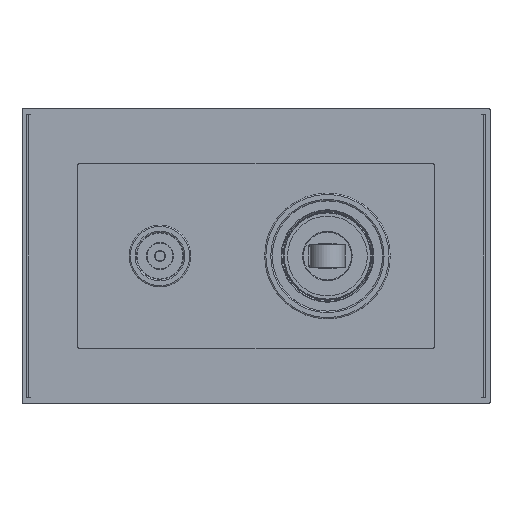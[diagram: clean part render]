
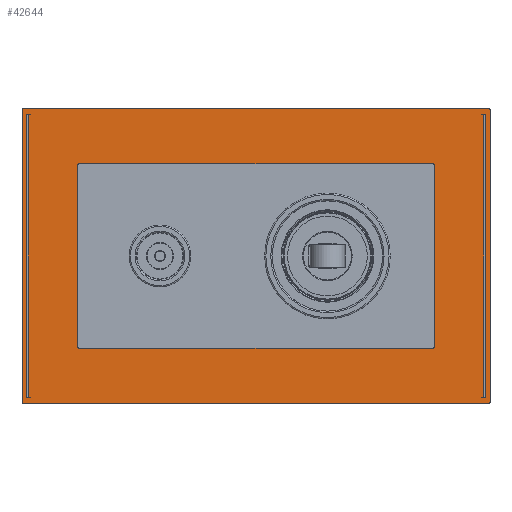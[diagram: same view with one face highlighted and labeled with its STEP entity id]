
A CAD part, left-side view. The second image highlights one B-rep face of the part: STEP entity #42644.
In plain terms, the highlighted planar face has unit normal (-1, 0, 0).
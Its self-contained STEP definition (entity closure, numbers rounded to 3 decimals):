
#41013=CARTESIAN_POINT('',(57.5,-133.5,-59.5));
#41014=DIRECTION('',(-1.,0.,0.));
#41015=DIRECTION('',(0.,0.,-1.));
#41016=AXIS2_PLACEMENT_3D('',#41013,#41014,#41015);
#41018=DIRECTION('',(0.,1.,0.));
#41019=VECTOR('',#41018,189.);
#41020=CARTESIAN_POINT('',(57.5,-133.5,-60.));
#41021=LINE('',#41020,#41019);
#41022=CARTESIAN_POINT('',(57.5,55.5,-59.5));
#41023=DIRECTION('',(-1.,0.,0.));
#41024=DIRECTION('',(0.,1.,0.));
#41025=AXIS2_PLACEMENT_3D('',#41022,#41023,#41024);
#41027=DIRECTION('',(0.,0.,1.));
#41028=VECTOR('',#41027,119.);
#41029=CARTESIAN_POINT('',(57.5,56.,-59.5));
#41030=LINE('',#41029,#41028);
#41031=CARTESIAN_POINT('',(57.5,55.5,59.5));
#41032=DIRECTION('',(-1.,0.,0.));
#41033=DIRECTION('',(0.,0.,1.));
#41034=AXIS2_PLACEMENT_3D('',#41031,#41032,#41033);
#41036=DIRECTION('',(0.,-1.,0.));
#41037=VECTOR('',#41036,189.);
#41038=CARTESIAN_POINT('',(57.5,55.5,60.));
#41039=LINE('',#41038,#41037);
#41040=CARTESIAN_POINT('',(57.5,-133.5,59.5));
#41041=DIRECTION('',(-1.,0.,0.));
#41042=DIRECTION('',(0.,-1.,0.));
#41043=AXIS2_PLACEMENT_3D('',#41040,#41041,#41042);
#41045=DIRECTION('',(0.,0.,-1.));
#41046=VECTOR('',#41045,119.);
#41047=CARTESIAN_POINT('',(57.5,-134.,59.5));
#41048=LINE('',#41047,#41046);
#41049=DIRECTION('',(0.,-1.,0.));
#41050=VECTOR('',#41049,1.5);
#41051=CARTESIAN_POINT('',(57.5,-130.5,57.5));
#41052=LINE('',#41051,#41050);
#41053=CARTESIAN_POINT('',(57.5,-130.5,56.5));
#41054=DIRECTION('',(-1.,0.,0.));
#41055=DIRECTION('',(0.,-1.,0.));
#41056=AXIS2_PLACEMENT_3D('',#41053,#41054,#41055);
#41058=DIRECTION('',(0.,0.,1.));
#41059=VECTOR('',#41058,113.);
#41060=CARTESIAN_POINT('',(57.5,-131.5,-56.5));
#41061=LINE('',#41060,#41059);
#41062=CARTESIAN_POINT('',(57.5,-130.5,-56.5));
#41063=DIRECTION('',(-1.,0.,0.));
#41064=DIRECTION('',(0.,0.,-1.));
#41065=AXIS2_PLACEMENT_3D('',#41062,#41063,#41064);
#41067=DIRECTION('',(0.,1.,0.));
#41068=VECTOR('',#41067,1.5);
#41069=CARTESIAN_POINT('',(57.5,-132.,-57.5));
#41070=LINE('',#41069,#41068);
#41071=DIRECTION('',(0.,0.,-1.));
#41072=VECTOR('',#41071,115.);
#41073=CARTESIAN_POINT('',(57.5,-132.,57.5));
#41074=LINE('',#41073,#41072);
#41075=DIRECTION('',(0.,1.,0.));
#41076=VECTOR('',#41075,143.);
#41077=CARTESIAN_POINT('',(57.5,-110.5,-37.5));
#41078=LINE('',#41077,#41076);
#41079=DIRECTION('',(0.,0.,-1.));
#41080=VECTOR('',#41079,73.);
#41081=CARTESIAN_POINT('',(57.5,-111.5,36.5));
#41082=LINE('',#41081,#41080);
#41083=DIRECTION('',(0.,-1.,0.));
#41084=VECTOR('',#41083,143.);
#41085=CARTESIAN_POINT('',(57.5,32.5,37.5));
#41086=LINE('',#41085,#41084);
#41087=DIRECTION('',(0.,0.,1.));
#41088=VECTOR('',#41087,73.);
#41089=CARTESIAN_POINT('',(57.5,33.5,-36.5));
#41090=LINE('',#41089,#41088);
#41091=DIRECTION('',(0.,1.,0.));
#41092=VECTOR('',#41091,1.5);
#41093=CARTESIAN_POINT('',(57.5,52.5,-57.5));
#41094=LINE('',#41093,#41092);
#41095=CARTESIAN_POINT('',(57.5,52.5,-56.5));
#41096=DIRECTION('',(-1.,0.,0.));
#41097=DIRECTION('',(0.,1.,0.));
#41098=AXIS2_PLACEMENT_3D('',#41095,#41096,#41097);
#41100=DIRECTION('',(0.,0.,-1.));
#41101=VECTOR('',#41100,113.);
#41102=CARTESIAN_POINT('',(57.5,53.5,56.5));
#41103=LINE('',#41102,#41101);
#41104=CARTESIAN_POINT('',(57.5,52.5,56.5));
#41105=DIRECTION('',(-1.,0.,0.));
#41106=DIRECTION('',(0.,0.,1.));
#41107=AXIS2_PLACEMENT_3D('',#41104,#41105,#41106);
#41109=DIRECTION('',(0.,-1.,0.));
#41110=VECTOR('',#41109,1.5);
#41111=CARTESIAN_POINT('',(57.5,54.,57.5));
#41112=LINE('',#41111,#41110);
#41113=DIRECTION('',(0.,0.,1.));
#41114=VECTOR('',#41113,115.);
#41115=CARTESIAN_POINT('',(57.5,54.,-57.5));
#41116=LINE('',#41115,#41114);
#41600=CARTESIAN_POINT('',(57.5,-110.5,-36.5));
#41601=DIRECTION('',(1.,0.,0.));
#41602=DIRECTION('',(0.,-1.,0.));
#41603=AXIS2_PLACEMENT_3D('',#41600,#41601,#41602);
#41618=CARTESIAN_POINT('',(57.5,-110.5,36.5));
#41619=DIRECTION('',(1.,0.,0.));
#41620=DIRECTION('',(0.,0.,1.));
#41621=AXIS2_PLACEMENT_3D('',#41618,#41619,#41620);
#41636=CARTESIAN_POINT('',(57.5,32.5,36.5));
#41637=DIRECTION('',(1.,0.,0.));
#41638=DIRECTION('',(0.,1.,0.));
#41639=AXIS2_PLACEMENT_3D('',#41636,#41637,#41638);
#41654=CARTESIAN_POINT('',(57.5,32.5,-36.5));
#41655=DIRECTION('',(1.,0.,0.));
#41656=DIRECTION('',(0.,0.,-1.));
#41657=AXIS2_PLACEMENT_3D('',#41654,#41655,#41656);
#41672=CARTESIAN_POINT('',(57.5,54.,-57.5));
#41673=CARTESIAN_POINT('',(57.5,54.,57.5));
#41674=VERTEX_POINT('',#41672);
#41675=VERTEX_POINT('',#41673);
#41676=CARTESIAN_POINT('',(57.5,-132.,57.5));
#41677=CARTESIAN_POINT('',(57.5,-132.,-57.5));
#41678=VERTEX_POINT('',#41676);
#41679=VERTEX_POINT('',#41677);
#41704=CARTESIAN_POINT('',(57.5,-133.5,-60.));
#41705=CARTESIAN_POINT('',(57.5,-134.,-59.5));
#41706=VERTEX_POINT('',#41704);
#41707=VERTEX_POINT('',#41705);
#41708=CARTESIAN_POINT('',(57.5,56.,-59.5));
#41709=CARTESIAN_POINT('',(57.5,55.5,-60.));
#41710=VERTEX_POINT('',#41708);
#41711=VERTEX_POINT('',#41709);
#41712=CARTESIAN_POINT('',(57.5,55.5,60.));
#41713=CARTESIAN_POINT('',(57.5,56.,59.5));
#41714=VERTEX_POINT('',#41712);
#41715=VERTEX_POINT('',#41713);
#41716=CARTESIAN_POINT('',(57.5,-134.,59.5));
#41717=CARTESIAN_POINT('',(57.5,-133.5,60.));
#41718=VERTEX_POINT('',#41716);
#41719=VERTEX_POINT('',#41717);
#41861=CARTESIAN_POINT('',(57.5,-111.5,36.5));
#41863=VERTEX_POINT('',#41861);
#41865=CARTESIAN_POINT('',(57.5,-110.5,37.5));
#41867=VERTEX_POINT('',#41865);
#41869=CARTESIAN_POINT('',(57.5,-110.5,-37.5));
#41871=VERTEX_POINT('',#41869);
#41873=CARTESIAN_POINT('',(57.5,-111.5,-36.5));
#41875=VERTEX_POINT('',#41873);
#41877=CARTESIAN_POINT('',(57.5,33.5,-36.5));
#41879=VERTEX_POINT('',#41877);
#41881=CARTESIAN_POINT('',(57.5,32.5,-37.5));
#41883=VERTEX_POINT('',#41881);
#41885=CARTESIAN_POINT('',(57.5,32.5,37.5));
#41887=VERTEX_POINT('',#41885);
#41889=CARTESIAN_POINT('',(57.5,33.5,36.5));
#41891=VERTEX_POINT('',#41889);
#41892=CARTESIAN_POINT('',(57.5,-131.5,-56.5));
#41894=VERTEX_POINT('',#41892);
#41896=CARTESIAN_POINT('',(57.5,-131.5,56.5));
#41898=VERTEX_POINT('',#41896);
#41900=CARTESIAN_POINT('',(57.5,53.5,56.5));
#41902=VERTEX_POINT('',#41900);
#41904=CARTESIAN_POINT('',(57.5,53.5,-56.5));
#41906=VERTEX_POINT('',#41904);
#41912=CARTESIAN_POINT('',(57.5,-130.5,-57.5));
#41913=VERTEX_POINT('',#41912);
#41914=CARTESIAN_POINT('',(57.5,52.5,-57.5));
#41915=VERTEX_POINT('',#41914);
#41920=CARTESIAN_POINT('',(57.5,-130.5,57.5));
#41921=VERTEX_POINT('',#41920);
#41922=CARTESIAN_POINT('',(57.5,52.5,57.5));
#41923=VERTEX_POINT('',#41922);
#42578=CARTESIAN_POINT('',(57.5,-39.,0.));
#42579=DIRECTION('',(1.,0.,0.));
#42580=DIRECTION('',(0.,0.,-1.));
#42581=AXIS2_PLACEMENT_3D('',#42578,#42579,#42580);
#42582=PLANE('',#42581);
#42584=ORIENTED_EDGE('',*,*,#42583,.F.);
#42586=ORIENTED_EDGE('',*,*,#42585,.T.);
#42588=ORIENTED_EDGE('',*,*,#42587,.F.);
#42590=ORIENTED_EDGE('',*,*,#42589,.T.);
#42592=ORIENTED_EDGE('',*,*,#42591,.F.);
#42594=ORIENTED_EDGE('',*,*,#42593,.T.);
#42596=ORIENTED_EDGE('',*,*,#42595,.F.);
#42598=ORIENTED_EDGE('',*,*,#42597,.T.);
#42599=EDGE_LOOP('',(#42584,#42586,#42588,#42590,#42592,#42594,#42596,#42598));
#42600=FACE_OUTER_BOUND('',#42599,.F.);
#42602=ORIENTED_EDGE('',*,*,#42601,.F.);
#42604=ORIENTED_EDGE('',*,*,#42603,.F.);
#42606=ORIENTED_EDGE('',*,*,#42605,.F.);
#42607=ORIENTED_EDGE('',*,*,#42563,.F.);
#42608=ORIENTED_EDGE('',*,*,#42495,.F.);
#42610=ORIENTED_EDGE('',*,*,#42609,.F.);
#42611=EDGE_LOOP('',(#42602,#42604,#42606,#42607,#42608,#42610));
#42612=FACE_BOUND('',#42611,.F.);
#42614=ORIENTED_EDGE('',*,*,#42613,.F.);
#42616=ORIENTED_EDGE('',*,*,#42615,.F.);
#42618=ORIENTED_EDGE('',*,*,#42617,.F.);
#42620=ORIENTED_EDGE('',*,*,#42619,.F.);
#42622=ORIENTED_EDGE('',*,*,#42621,.F.);
#42624=ORIENTED_EDGE('',*,*,#42623,.F.);
#42626=ORIENTED_EDGE('',*,*,#42625,.F.);
#42628=ORIENTED_EDGE('',*,*,#42627,.F.);
#42629=EDGE_LOOP('',(#42614,#42616,#42618,#42620,#42622,#42624,#42626,#42628));
#42630=FACE_BOUND('',#42629,.F.);
#42631=ORIENTED_EDGE('',*,*,#42488,.F.);
#42633=ORIENTED_EDGE('',*,*,#42632,.F.);
#42635=ORIENTED_EDGE('',*,*,#42634,.F.);
#42637=ORIENTED_EDGE('',*,*,#42636,.F.);
#42639=ORIENTED_EDGE('',*,*,#42638,.F.);
#42641=ORIENTED_EDGE('',*,*,#42640,.F.);
#42642=EDGE_LOOP('',(#42631,#42633,#42635,#42637,#42639,#42641));
#42643=FACE_BOUND('',#42642,.F.);
#42644=ADVANCED_FACE('',(#42600,#42612,#42630,#42643),#42582,.F.);
#41017=CIRCLE('',#41016,0.5);
#41026=CIRCLE('',#41025,0.5);
#41035=CIRCLE('',#41034,0.5);
#41044=CIRCLE('',#41043,0.5);
#41057=CIRCLE('',#41056,1.);
#41066=CIRCLE('',#41065,1.);
#41099=CIRCLE('',#41098,1.);
#41108=CIRCLE('',#41107,1.);
#41604=CIRCLE('',#41603,1.);
#41622=CIRCLE('',#41621,1.);
#41640=CIRCLE('',#41639,1.);
#41658=CIRCLE('',#41657,1.);
#42488=EDGE_CURVE('',#41915,#41674,#41094,.T.);
#42495=EDGE_CURVE('',#41679,#41913,#41070,.T.);
#42563=EDGE_CURVE('',#41913,#41894,#41066,.T.);
#42583=EDGE_CURVE('',#41706,#41707,#41017,.T.);
#42585=EDGE_CURVE('',#41706,#41711,#41021,.T.);
#42587=EDGE_CURVE('',#41710,#41711,#41026,.T.);
#42589=EDGE_CURVE('',#41710,#41715,#41030,.T.);
#42591=EDGE_CURVE('',#41714,#41715,#41035,.T.);
#42593=EDGE_CURVE('',#41714,#41719,#41039,.T.);
#42595=EDGE_CURVE('',#41718,#41719,#41044,.T.);
#42597=EDGE_CURVE('',#41718,#41707,#41048,.T.);
#42601=EDGE_CURVE('',#41921,#41678,#41052,.T.);
#42603=EDGE_CURVE('',#41898,#41921,#41057,.T.);
#42605=EDGE_CURVE('',#41894,#41898,#41061,.T.);
#42609=EDGE_CURVE('',#41678,#41679,#41074,.T.);
#42613=EDGE_CURVE('',#41871,#41883,#41078,.T.);
#42615=EDGE_CURVE('',#41875,#41871,#41604,.T.);
#42617=EDGE_CURVE('',#41863,#41875,#41082,.T.);
#42619=EDGE_CURVE('',#41867,#41863,#41622,.T.);
#42621=EDGE_CURVE('',#41887,#41867,#41086,.T.);
#42623=EDGE_CURVE('',#41891,#41887,#41640,.T.);
#42625=EDGE_CURVE('',#41879,#41891,#41090,.T.);
#42627=EDGE_CURVE('',#41883,#41879,#41658,.T.);
#42632=EDGE_CURVE('',#41906,#41915,#41099,.T.);
#42634=EDGE_CURVE('',#41902,#41906,#41103,.T.);
#42636=EDGE_CURVE('',#41923,#41902,#41108,.T.);
#42638=EDGE_CURVE('',#41675,#41923,#41112,.T.);
#42640=EDGE_CURVE('',#41674,#41675,#41116,.T.);
